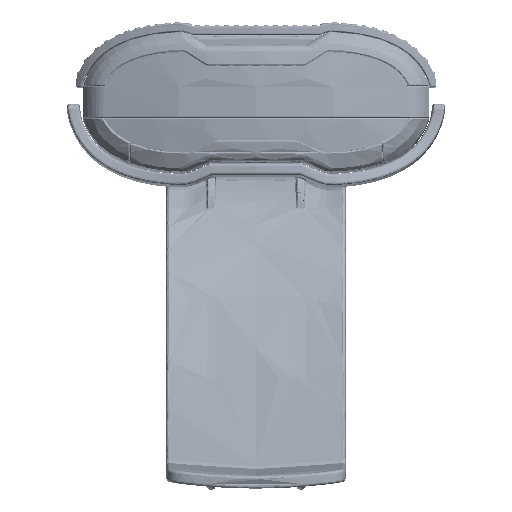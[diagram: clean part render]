
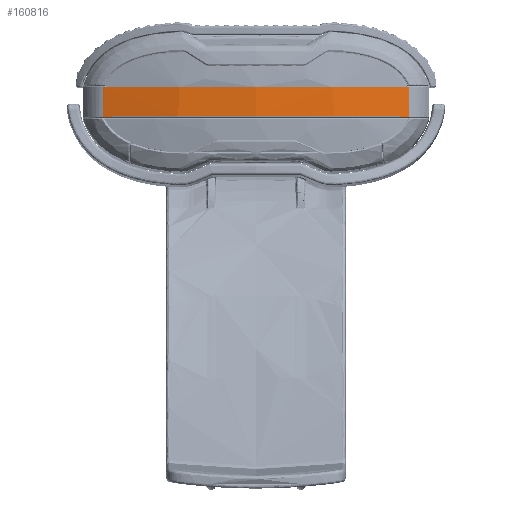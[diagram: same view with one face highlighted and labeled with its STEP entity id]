
A CAD part, top view. The second image highlights one B-rep face of the part: STEP entity #160816.
In plain terms, the highlighted conical face has half-angle 1 degrees and reference radius 74.044 mm.
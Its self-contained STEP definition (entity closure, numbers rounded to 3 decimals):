
#19158 = CIRCLE ( 'NONE', #100619, 73.96 ) ;
#19162 = CIRCLE ( 'NONE', #100621, 73.96 ) ;
#19626 = ORIENTED_EDGE ( 'NONE', *, *, #31538, .T. ) ;
#19633 = ORIENTED_EDGE ( 'NONE', *, *, #31539, .T. ) ;
#19639 = ORIENTED_EDGE ( 'NONE', *, *, #31540, .F. ) ;
#19646 = ORIENTED_EDGE ( 'NONE', *, *, #56599, .T. ) ;
#19652 = ORIENTED_EDGE ( 'NONE', *, *, #31541, .T. ) ;
#19658 = ORIENTED_EDGE ( 'NONE', *, *, #56601, .T. ) ;
#31538 = EDGE_CURVE ( 'NONE', #45067, #54031, #103896, .T. ) ;
#31539 = EDGE_CURVE ( 'NONE', #54031, #54063, #103879, .T. ) ;
#31540 = EDGE_CURVE ( 'NONE', #45062, #54063, #103899, .T. ) ;
#31541 = EDGE_CURVE ( 'NONE', #45054, #45056, #103892, .T. ) ;
#45054 = VERTEX_POINT ( 'NONE', #64984 ) ;
#45056 = VERTEX_POINT ( 'NONE', #64990 ) ;
#45062 = VERTEX_POINT ( 'NONE', #65008 ) ;
#45067 = VERTEX_POINT ( 'NONE', #65023 ) ;
#54031 = VERTEX_POINT ( 'NONE', #66547 ) ;
#54063 = VERTEX_POINT ( 'NONE', #66573 ) ;
#56599 = EDGE_CURVE ( 'NONE', #45062, #45054, #19158, .T. ) ;
#56601 = EDGE_CURVE ( 'NONE', #45056, #45067, #19162, .T. ) ;
#59062 = CARTESIAN_POINT ( 'NONE',  ( 0., 2.303, -74. ) ) ;
#59064 = DIRECTION ( 'NONE',  ( 0., -1., 0. ) ) ;
#59067 = DIRECTION ( 'NONE',  ( 0., 0., -1. ) ) ;
#59106 = CARTESIAN_POINT ( 'NONE',  ( 0., 2.303, -74. ) ) ;
#59109 = DIRECTION ( 'NONE',  ( 0., -1., 0. ) ) ;
#59112 = DIRECTION ( 'NONE',  ( 0., 0., -1. ) ) ;
#64984 = CARTESIAN_POINT ( 'NONE',  ( 23.63, 2.303, -3.917 ) ) ;
#64990 = CARTESIAN_POINT ( 'NONE',  ( -23.63, 2.303, -3.917 ) ) ;
#65008 = CARTESIAN_POINT ( 'NONE',  ( 23.956, 2.303, -4.028 ) ) ;
#65023 = CARTESIAN_POINT ( 'NONE',  ( -23.956, 2.303, -4.028 ) ) ;
#66547 = CARTESIAN_POINT ( 'NONE',  ( -23.956, -2.297, -3.943 ) ) ;
#66573 = CARTESIAN_POINT ( 'NONE',  ( 23.956, -2.297, -3.943 ) ) ;
#73211 = EDGE_LOOP ( 'NONE', ( #19626, #19633, #19639, #19646, #19652, #19658 ) ) ;
#100314 = AXIS2_PLACEMENT_3D ( 'NONE', #120943, #120944, #120945 ) ;
#100315 = AXIS2_PLACEMENT_3D ( 'NONE', #120947, #120948, #120949 ) ;
#100619 = AXIS2_PLACEMENT_3D ( 'NONE', #59062, #59064, #59067 ) ;
#100621 = AXIS2_PLACEMENT_3D ( 'NONE', #59106, #59109, #59112 ) ;
#103879 = CIRCLE ( 'NONE', #100314, 74.04 ) ;
#103888 = VECTOR ( 'NONE', #120934, 1000. ) ;
#103892 = CIRCLE ( 'NONE', #100315, 73.96 ) ;
#103896 = LINE ( 'NONE', #120935, #103888 ) ;
#103899 = LINE ( 'NONE', #120941, #103906 ) ;
#103906 = VECTOR ( 'NONE', #120940, 1000. ) ;
#106276 = AXIS2_PLACEMENT_3D ( 'NONE', #109590, #109570, #109568 ) ;
#109568 = DIRECTION ( 'NONE',  ( 0., 0., -1. ) ) ;
#109570 = DIRECTION ( 'NONE',  ( 0., -1., 0. ) ) ;
#109590 = CARTESIAN_POINT ( 'NONE',  ( 0., -2.5, -74. ) ) ;
#120934 = DIRECTION ( 'NONE',  ( 0., -1., 0.018 ) ) ;
#120935 = CARTESIAN_POINT ( 'NONE',  ( -23.956, 0., -3.985 ) ) ;
#120940 = DIRECTION ( 'NONE',  ( 0., -1., 0.018 ) ) ;
#120941 = CARTESIAN_POINT ( 'NONE',  ( 23.956, 0., -3.985 ) ) ;
#120943 = CARTESIAN_POINT ( 'NONE',  ( 0., -2.297, -74. ) ) ;
#120944 = DIRECTION ( 'NONE',  ( 0., 1., 0. ) ) ;
#120945 = DIRECTION ( 'NONE',  ( 0., 0., -1. ) ) ;
#120947 = CARTESIAN_POINT ( 'NONE',  ( 0., 2.303, -74. ) ) ;
#120948 = DIRECTION ( 'NONE',  ( 0., -1., 0. ) ) ;
#120949 = DIRECTION ( 'NONE',  ( 0., 0., -1. ) ) ;
#155002 = FACE_OUTER_BOUND ( 'NONE', #73211, .T. ) ;
#155011 = CONICAL_SURFACE ( 'NONE', #106276, 74.044, 0.017 ) ;
#160816 = ADVANCED_FACE ( 'NONE', ( #155002 ), #155011, .T. ) ;
